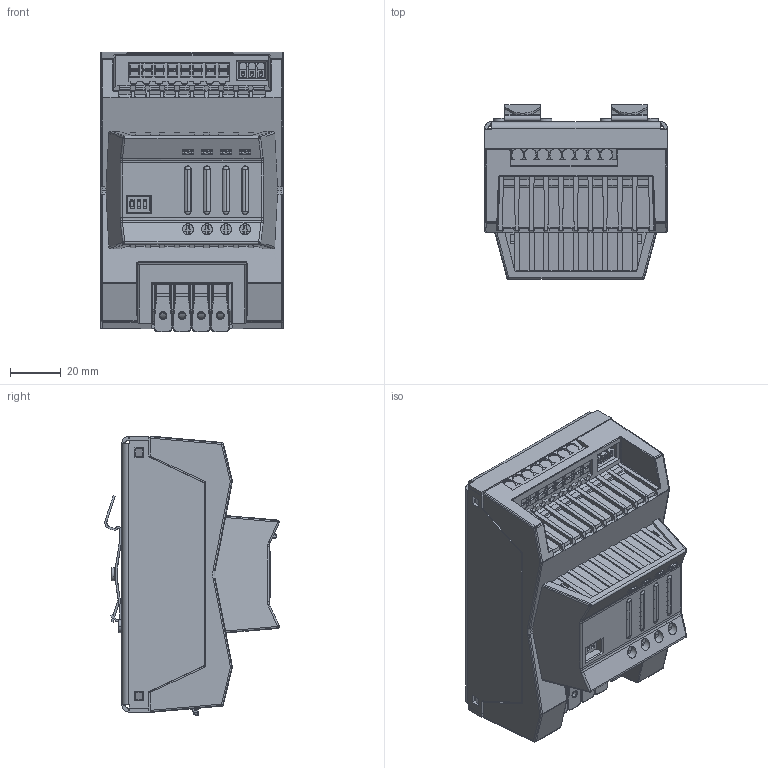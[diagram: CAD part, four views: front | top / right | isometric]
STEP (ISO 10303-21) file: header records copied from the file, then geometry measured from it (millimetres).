
FILE_DESCRIPTION (( 'STEP AP214' ), '1' );
FILE_NAME ('RACPRO1-4SP_24V_5A.STEP', '2025-05-30T19:23:37', ( '' ), ( '' ), 'SwSTEP 2.0', 'SolidWorks 2024', '' );
FILE_SCHEMA (( 'AUTOMOTIVE_DESIGN' ));
Length unit declared in the file: inch
Products named in the file (1): RACPRO1-4SP_24V_5A
Bounding box: 72 x 68.69 x 110.22 mm (x, y, z)
Volume: 324999.6 mm3; surface area: 80372.6 mm2
Topology: 3 solids, 38 shells, 4294 faces, 12002 edges, 7540 vertices
Faces by surface type: plane 1978, cylinder 1474, torus 342, bspline 246, cone 158, sphere 96
Full cylindrical faces by diameter (mm): 4.3 x4
Entity records: 149362 total; most frequent: CARTESIAN_POINT 42247, ORIENTED_EDGE 23844, DIRECTION 20969, EDGE_CURVE 11922, VERTEX_POINT 7536, VECTOR 7175, LINE 7175, AXIS2_PLACEMENT_3D 6897
